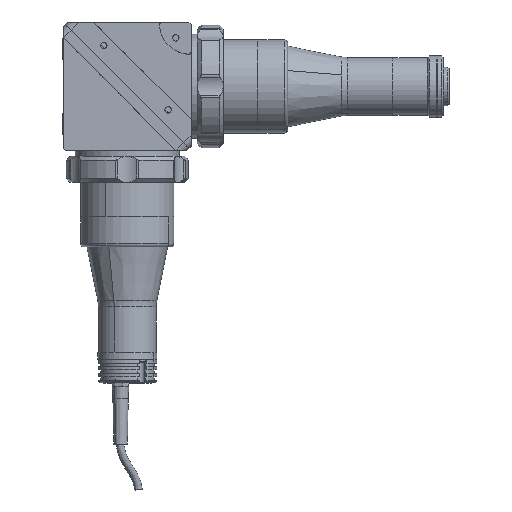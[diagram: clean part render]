
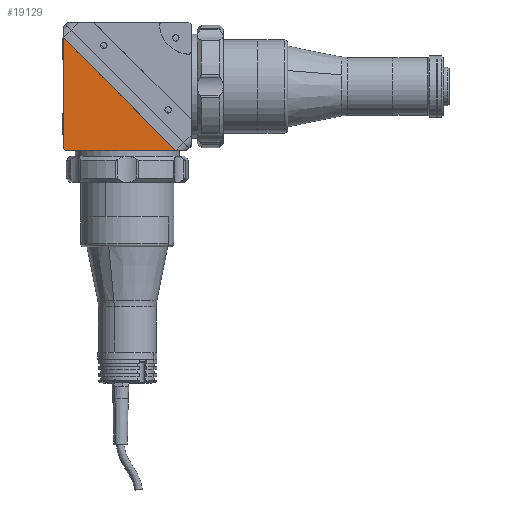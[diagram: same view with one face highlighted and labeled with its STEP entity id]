
A CAD part, top view. The second image highlights one B-rep face of the part: STEP entity #19129.
In plain terms, the highlighted planar face has unit normal (0, 0, 1).
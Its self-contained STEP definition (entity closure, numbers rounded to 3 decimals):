
#1175 = EDGE_LOOP ( 'NONE', ( #10430, #20954, #19272, #9615, #24909 ) ) ;
#1655 = VECTOR ( 'NONE', #11983, 1000. ) ;
#2922 = CARTESIAN_POINT ( 'NONE',  ( -41.682, 31.783, 34. ) ) ;
#4445 = DIRECTION ( 'NONE',  ( 0., 0., 1. ) ) ;
#5054 = LINE ( 'NONE', #24926, #20565 ) ;
#5110 = EDGE_CURVE ( 'NONE', #8092, #9247, #16151, .T. ) ;
#5245 = CARTESIAN_POINT ( 'NONE',  ( 31.783, -41.682, 34. ) ) ;
#5678 = VECTOR ( 'NONE', #7609, 1000. ) ;
#5841 = EDGE_CURVE ( 'NONE', #7096, #10289, #24680, .T. ) ;
#6147 = CARTESIAN_POINT ( 'NONE',  ( -41.682, -40.268, 34. ) ) ;
#6681 = CARTESIAN_POINT ( 'NONE',  ( 31.783, -41.682, 34. ) ) ;
#6933 = AXIS2_PLACEMENT_3D ( 'NONE', #16608, #4445, #18627 ) ;
#7096 = VERTEX_POINT ( 'NONE', #24095 ) ;
#7609 = DIRECTION ( 'NONE',  ( -1., 0., 0. ) ) ;
#7699 = CARTESIAN_POINT ( 'NONE',  ( 41.682, -41.682, 34. ) ) ;
#8086 = EDGE_CURVE ( 'NONE', #24233, #10289, #5054, .T. ) ;
#8092 = VERTEX_POINT ( 'NONE', #2922 ) ;
#9247 = VERTEX_POINT ( 'NONE', #6681 ) ;
#9412 = VECTOR ( 'NONE', #9456, 1000. ) ;
#9456 = DIRECTION ( 'NONE',  ( -1., 0., 0. ) ) ;
#9615 = ORIENTED_EDGE ( 'NONE', *, *, #8086, .T. ) ;
#10046 = LINE ( 'NONE', #15462, #9412 ) ;
#10163 = VECTOR ( 'NONE', #21464, 1000. ) ;
#10289 = VERTEX_POINT ( 'NONE', #25985 ) ;
#10430 = ORIENTED_EDGE ( 'NONE', *, *, #24923, .F. ) ;
#11983 = DIRECTION ( 'NONE',  ( 0., 1., 0. ) ) ;
#14888 = EDGE_CURVE ( 'NONE', #24233, #8092, #17266, .T. ) ;
#15462 = CARTESIAN_POINT ( 'NONE',  ( 41.682, -41.682, 34. ) ) ;
#16151 = LINE ( 'NONE', #5245, #10163 ) ;
#16608 = CARTESIAN_POINT ( 'NONE',  ( 0., 0., 34. ) ) ;
#17246 = FACE_OUTER_BOUND ( 'NONE', #1175, .T. ) ;
#17266 = LINE ( 'NONE', #19988, #1655 ) ;
#18627 = DIRECTION ( 'NONE',  ( 1., 0., 0. ) ) ;
#19129 = ADVANCED_FACE ( 'NONE', ( #17246 ), #20583, .T. ) ;
#19272 = ORIENTED_EDGE ( 'NONE', *, *, #14888, .F. ) ;
#19988 = CARTESIAN_POINT ( 'NONE',  ( -41.682, -41.682, 34. ) ) ;
#20565 = VECTOR ( 'NONE', #23157, 1000. ) ;
#20583 = PLANE ( 'NONE',  #6933 ) ;
#20954 = ORIENTED_EDGE ( 'NONE', *, *, #5110, .F. ) ;
#21464 = DIRECTION ( 'NONE',  ( 0.707, -0.707, 0. ) ) ;
#23157 = DIRECTION ( 'NONE',  ( 0.707, -0.707, 0. ) ) ;
#24095 = CARTESIAN_POINT ( 'NONE',  ( 0., -41.682, 34. ) ) ;
#24233 = VERTEX_POINT ( 'NONE', #6147 ) ;
#24680 = LINE ( 'NONE', #7699, #5678 ) ;
#24909 = ORIENTED_EDGE ( 'NONE', *, *, #5841, .F. ) ;
#24923 = EDGE_CURVE ( 'NONE', #9247, #7096, #10046, .T. ) ;
#24926 = CARTESIAN_POINT ( 'NONE',  ( -41.682, -40.268, 34. ) ) ;
#25985 = CARTESIAN_POINT ( 'NONE',  ( -40.268, -41.682, 34. ) ) ;
